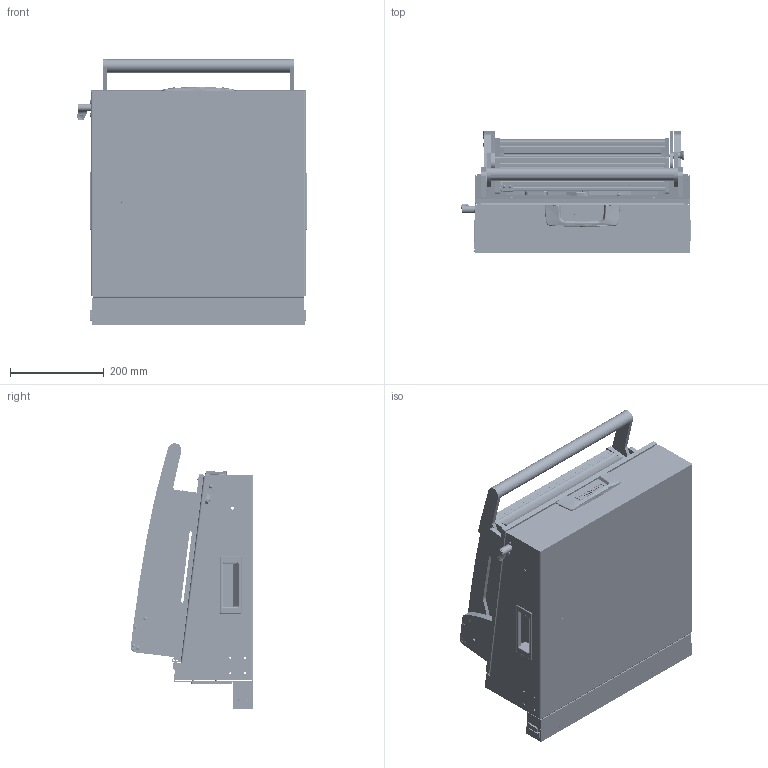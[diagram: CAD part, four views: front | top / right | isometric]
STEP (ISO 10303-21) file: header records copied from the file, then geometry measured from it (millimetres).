
FILE_DESCRIPTION (( 'STEP AP214' ), '1' );
FILE_NAME ('INGUN_33040.STEP', '2021-02-26T10:14:56', ( '' ), ( '' ), 'SwSTEP 2.0', 'SolidWorks 2018', '' );
FILE_SCHEMA (( 'AUTOMOTIVE_DESIGN' ));
Length unit declared in the file: millimetre
Products named in the file (109): 35716~2; 30984~0_S; 109951~0_KUNDE<S>; DIN985-A2~n_M04,0; 30112~0; DIN923~n_M04x12-A2; 20902~0; 48565~1_S; 53031~0_S; 32587~4_S; 32171~0_S; 21332_02~0; INFO_1158_1~0_S; ISO7380~n_M04,0x012; DIN6325~n_04,0m6x012; 23943~1_S; 35334~0_S; K_02038~0; 35661~4_S; 32724~1; 32462~0_S; 53839~0_S; 30915~0; K_02037~0; ISO7380~n_M05,0x030; 109128~0_S; 30758_01~0_S; DIN985-A2~n_M05,0; ISO7380~n_M04,0x008; DIN912~n_M04,0x012; 109950~0_KUNDE<S>; 2281~0; 48728~1_S; 30758~0_S; ISO7380~n_M05,0x008; DIN914~n_M04,0x05; 35714~3_S; DIN125~n_04,3 M04,0; 39891~3_KUNDE<S>; 35662~11_S ...
Assembly tree (210 placements, depth 6):
  INGUN_33040
    32660~3_KUNDE ohne RW und GF<S>
      32505~6_ohne RW und GF<S>
        30758~0_S  x2
          30758_01~0_S
          30758_02~0_S
        20902~0
        21332~0_MA 2112<Standard>
          21332_02~0
          21332_01~0
        53032~0_S
        32171~0_S
        32462~0_S
        29805~4_geschlossen<S>
          110322~4_S
          110705~1_S
          30984~0_S
          110231~1_S
          110443~0_S
          30112~0
          ISO7380~n_M05,0x030
          ISO7380~n_M04,0x008  x2
          DIN914~n_M04,0x05
        35334~0_S
        ISO7380~n_M04,0x012
        DIN7991~n_M05,0x016
        DIN7991~n_M05,0x012  x2
        DIN985-A2~n_M04,0  x3
        8804~0
        DIN125~n_04,3 M04,0  x2
        ISO7380~n_M03,0x016  x2
      35650~11_KUNDE<S>
        109770~0_S
          35648~16
          35661~4_S
          35662~11_S
          35663~9_S
          2281~0_180ø<Standard>  x2
            2281~0
          37188~1_S  x2
          53031~0_S
          35649~1_S
          35651~1_S
          31253~0_S
          30955~0_S
          30915~0
          ASR~-a-s-r_拱04,2x07x拌8  x2
          2528~0  x2
          31109~0
          35664~1_S
          48727~1_S
            48726~2_S
            DIN6325~n_04,0m6x012
            48565~1_S
            DIN912~n_M04,0x020  x2
            DIN125~n_06,4 M06,0 Fase
            DIN125~n_04,3 M04,0  x2
            49317~0
          48728~1_S
            48726~2_S
Bounding box: 491.5 x 262.15 x 567.39 mm (x, y, z)
Volume: 5002939.3 mm3; surface area: 2694904.5 mm2
Topology: 199 solids, 199 shells, 5456 faces, 13766 edges, 8761 vertices
Faces by surface type: cylinder 2301, plane 2026, cone 709, bspline 235, sphere 96, torus 89
Entity records: 128858 total; most frequent: CARTESIAN_POINT 30446, DIRECTION 19310, ORIENTED_EDGE 17952, EDGE_CURVE 8976, AXIS2_PLACEMENT_3D 7253, VERTEX_POINT 5785, VECTOR 4804, LINE 4804
